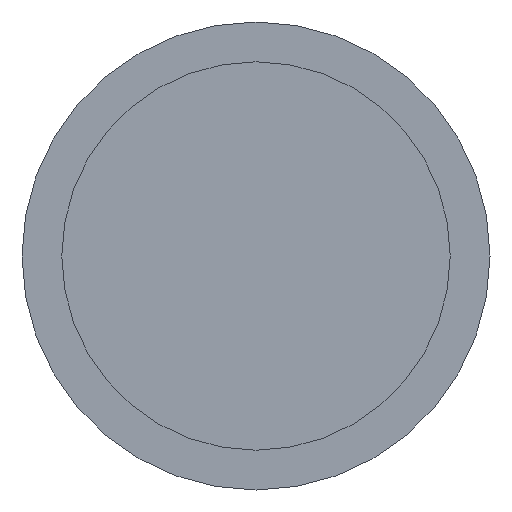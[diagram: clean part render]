
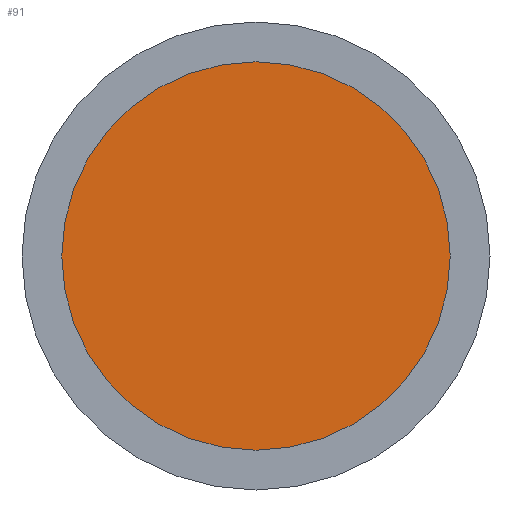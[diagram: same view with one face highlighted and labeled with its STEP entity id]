
A CAD part, front view. The second image highlights one B-rep face of the part: STEP entity #91.
In plain terms, the highlighted planar face has unit normal (0, -1, 0).
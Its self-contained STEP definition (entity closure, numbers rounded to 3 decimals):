
#91 = ADVANCED_FACE( '', ( #191 ), #192, .F. );
#191 = FACE_OUTER_BOUND( '', #326, .T. );
#192 = PLANE( '', #327 );
#326 = EDGE_LOOP( '', ( #496 ) );
#327 = AXIS2_PLACEMENT_3D( '', #497, #498, #499 );
#496 = ORIENTED_EDGE( '', *, *, #604, .T. );
#497 = CARTESIAN_POINT( '', ( 20.75, 3., 0. ) );
#498 = DIRECTION( '', ( 0., 1., 0. ) );
#499 = DIRECTION( '', ( 0., 0., 1. ) );
#604 = EDGE_CURVE( '', #704, #704, #705, .T. );
#704 = VERTEX_POINT( '', #828 );
#705 = CIRCLE( '', #829, 20.75 );
#828 = CARTESIAN_POINT( '', ( 0., 3., -20.75 ) );
#829 = AXIS2_PLACEMENT_3D( '', #915, #916, #917 );
#915 = CARTESIAN_POINT( '', ( 0., 3., 0. ) );
#916 = DIRECTION( '', ( 0., -1., 0. ) );
#917 = DIRECTION( '', ( 0., 0., -1. ) );
